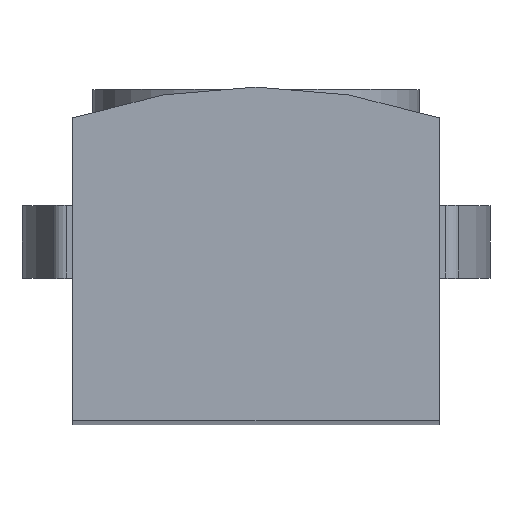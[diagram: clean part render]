
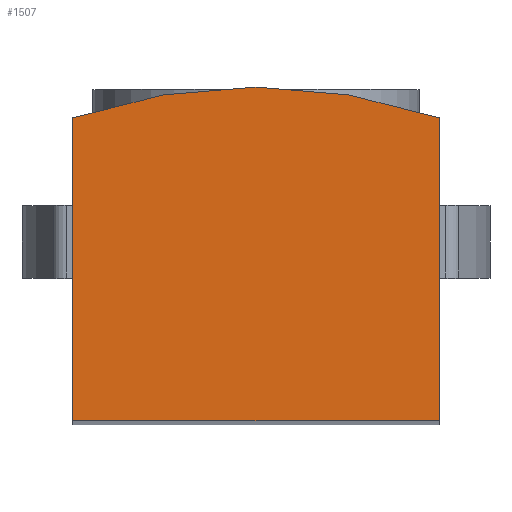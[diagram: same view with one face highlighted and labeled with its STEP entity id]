
A CAD part, top view. The second image highlights one B-rep face of the part: STEP entity #1507.
In plain terms, the highlighted planar face has unit normal (0, 0, 1).
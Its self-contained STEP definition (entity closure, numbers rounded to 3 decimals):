
#59=CIRCLE('',#1585,7.7);
#169=ORIENTED_EDGE('',*,*,#434,.T.);
#170=ORIENTED_EDGE('',*,*,#430,.T.);
#171=ORIENTED_EDGE('',*,*,#438,.T.);
#172=ORIENTED_EDGE('',*,*,#440,.T.);
#430=EDGE_CURVE('',#565,#570,#669,.T.);
#434=EDGE_CURVE('',#574,#565,#59,.T.);
#438=EDGE_CURVE('',#570,#576,#673,.T.);
#440=EDGE_CURVE('',#576,#574,#675,.T.);
#565=VERTEX_POINT('',#2080);
#570=VERTEX_POINT('',#2092);
#574=VERTEX_POINT('',#2106);
#576=VERTEX_POINT('',#2112);
#669=LINE('',#2093,#767);
#673=LINE('',#2113,#771);
#675=LINE('',#2117,#773);
#767=VECTOR('',#1744,1000.);
#771=VECTOR('',#1758,1000.);
#773=VECTOR('',#1762,1000.);
#841=EDGE_LOOP('',(#169,#170,#171,#172));
#925=FACE_BOUND('',#841,.T.);
#1007=PLANE('',#1588);
#1507=ADVANCED_FACE('',(#925),#1007,.T.);
#1585=AXIS2_PLACEMENT_3D('',#2105,#1751,#1752);
#1588=AXIS2_PLACEMENT_3D('',#2131,#1771,#1772);
#1744=DIRECTION('',(0.,-1.,0.));
#1751=DIRECTION('',(0.,0.,1.));
#1752=DIRECTION('',(1.,0.,0.));
#1758=DIRECTION('',(1.,0.,0.));
#1762=DIRECTION('',(0.,1.,0.));
#1771=DIRECTION('',(0.,0.,1.));
#1772=DIRECTION('',(1.,0.,0.));
#2080=CARTESIAN_POINT('',(-2.525,4.174,31.8));
#2092=CARTESIAN_POINT('',(-2.525,0.,31.8));
#2093=CARTESIAN_POINT('',(-2.525,4.174,31.8));
#2105=CARTESIAN_POINT('',(0.,-3.1,31.8));
#2106=CARTESIAN_POINT('',(2.525,4.174,31.8));
#2112=CARTESIAN_POINT('',(2.525,0.,31.8));
#2113=CARTESIAN_POINT('',(-2.525,0.,31.8));
#2117=CARTESIAN_POINT('',(2.525,0.,31.8));
#2131=CARTESIAN_POINT('',(0.,-3.1,31.8));
